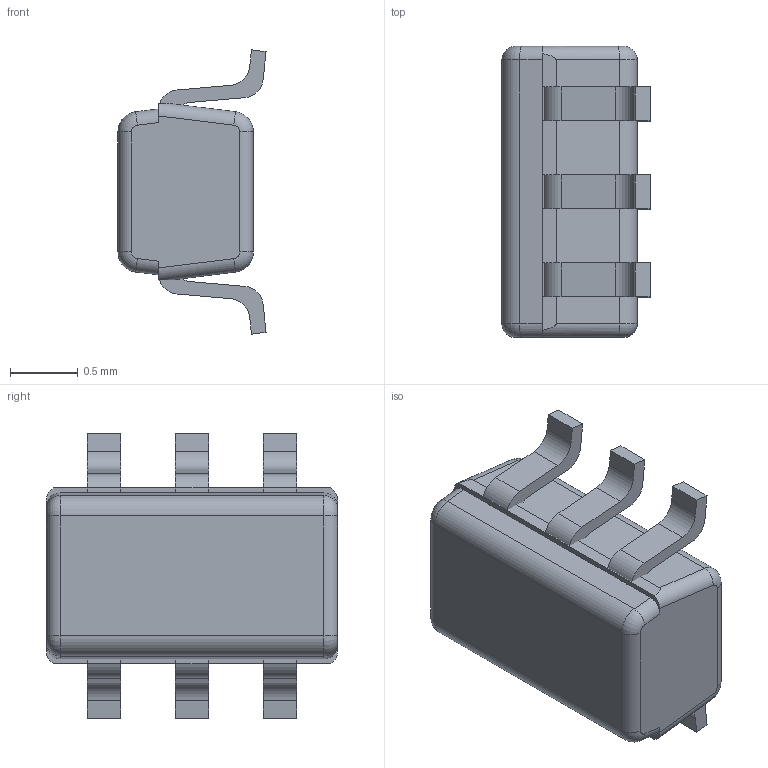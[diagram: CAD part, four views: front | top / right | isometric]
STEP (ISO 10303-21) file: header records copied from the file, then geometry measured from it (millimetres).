
FILE_DESCRIPTION(/* description */ ('Unknown'),/* implementation_level */ '2;1');
FILE_NAME(/* name */ 'SOT-363',/* time_stamp */ '2018-03-21T14:15:57+08:00',/* author */ ('Unknown'),/* organization */ ('Unknown'),/* preprocessor_version */ 'ST-DEVELOPER v16.7',/* originating_system */ 'DEX',/* authorisation */ $);
FILE_SCHEMA (('AUTOMOTIVE_DESIGN {1 0 10303 214 3 1 1}'));
Length unit declared in the file: millimetre
Products named in the file (3): SOT-363; LF01; Compound
Assembly tree (2 placements, depth 2):
  SOT-363
    LF01
    Compound
Bounding box: 1.09 x 2.15 x 2.1 mm (x, y, z)
Volume: 2.8 mm3; surface area: 16.7 mm2
Topology: 7 solids, 7 shells, 154 faces, 404 edges, 264 vertices
Faces by surface type: plane 82, cylinder 64, torus 8
Entity records: 4873 total; most frequent: CARTESIAN_POINT 861, DIRECTION 846, ORIENTED_EDGE 808, EDGE_CURVE 404, AXIS2_PLACEMENT_3D 297, VERTEX_POINT 264, LINE 252, VECTOR 252
